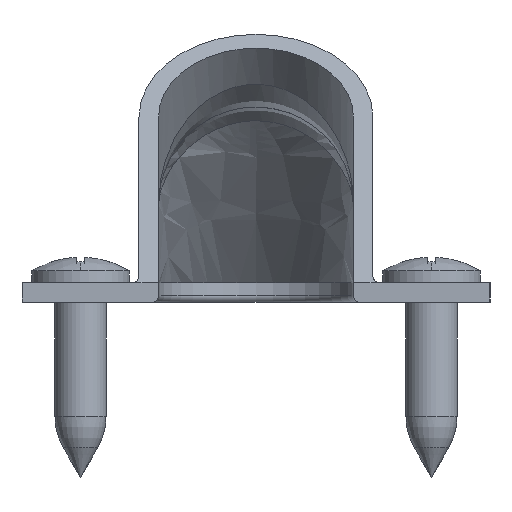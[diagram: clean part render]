
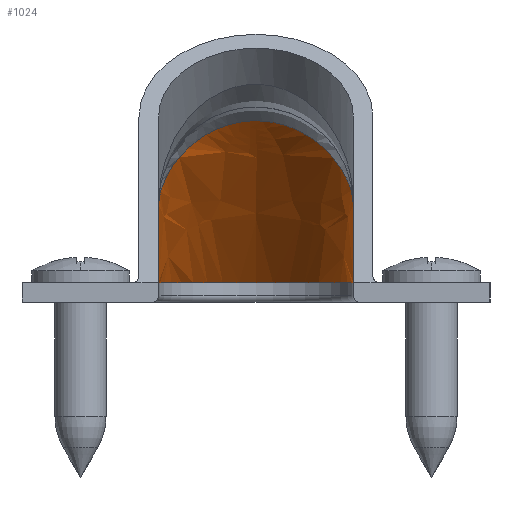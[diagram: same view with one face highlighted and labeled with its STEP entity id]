
A CAD part, front view. The second image highlights one B-rep face of the part: STEP entity #1024.
In plain terms, the highlighted free-form (B-spline) face has degree [3, 1] with [4, 2] control points.
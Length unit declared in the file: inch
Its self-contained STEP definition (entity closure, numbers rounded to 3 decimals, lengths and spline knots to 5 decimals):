
#2 = CARTESIAN_POINT ( 'NONE',  ( -0.3125, -0.25, 0.25 ) ) ;
#35 = CARTESIAN_POINT ( 'NONE',  ( 0.28988, -0.21605, 0.33467 ) ) ;
#50 = CARTESIAN_POINT ( 'NONE',  ( -0.01906, -0.20607, 0.51857 ) ) ;
#64 = CARTESIAN_POINT ( 'NONE',  ( -0.29749, -0.21941, 0.31805 ) ) ;
#269 = CARTESIAN_POINT ( 'NONE',  ( 0., 0., 0. ) ) ;
#275 = CARTESIAN_POINT ( 'NONE',  ( 0.3125, 0.625, 0. ) ) ;
#438 =( BOUNDED_SURFACE ( )  B_SPLINE_SURFACE ( 3, 1, ( 
 ( #4696, #1706 ),
 ( #1041, #4489 ),
 ( #5380, #275 ),
 ( #3658, #587 ) ),
 .UNSPECIFIED., .F., .F., .F. ) 
 B_SPLINE_SURFACE_WITH_KNOTS ( ( 4, 4 ),
 ( 2, 2 ),
 ( 0., 1. ),
 ( 0., 1. ),
 .UNSPECIFIED. ) 
 GEOMETRIC_REPRESENTATION_ITEM ( )  RATIONAL_B_SPLINE_SURFACE ( (
 ( 1., 1.),
 ( 0.333, 0.333),
 ( 0.333, 0.333),
 ( 1., 1.) ) ) 
 REPRESENTATION_ITEM ( '' )  SURFACE ( )  );
#461 = CARTESIAN_POINT ( 'NONE',  ( 0.26043, -0.2096, 0.38344 ) ) ;
#476 = CARTESIAN_POINT ( 'NONE',  ( -0.0753, -0.206, 0.50988 ) ) ;
#497 = CARTESIAN_POINT ( 'NONE',  ( -0.30846, -0.23172, 0.28344 ) ) ;
#540 = EDGE_CURVE ( 'NONE', #750, #2014, #3213, .T. ) ;
#587 = CARTESIAN_POINT ( 'NONE',  ( 0.3125, 0., 0. ) ) ;
#688 = B_SPLINE_CURVE_WITH_KNOTS ( 'NONE', 3,
 ( #3934, #5280, #4411, #1791, #4851, #2218, #5302, #2648, #35, #3085, #461, #3526, #905, #3971, #1360, #4433, #1809, #4869, #2239, #5320, #2661, #50, #3105, #476, #3542, #928, #3993, #1378, #4451, #1828, #4885, #2258, #5342, #2681, #64, #3124, #497, #3556, #950, #4012 ),
 .UNSPECIFIED., .F., .F.,
 ( 4, 2, 2, 2, 2, 2, 2, 2, 2, 2, 2, 2, 2, 2, 2, 2, 2, 2, 2, 4 ),
 ( -0.00002, 0.00034, 0.0007, 0.00143, 0.00288, 0.00433, 0.00579, 0.00724, 0.00869, 0.01014, 0.01159, 0.01305, 0.0145, 0.01595, 0.0174, 0.01886, 0.02031, 0.02176, 0.02249, 0.02321 ),
 .UNSPECIFIED. ) ;
#750 = VERTEX_POINT ( 'NONE', #2128 ) ;
#905 = CARTESIAN_POINT ( 'NONE',  ( 0.22326, -0.20701, 0.42652 ) ) ;
#928 = CARTESIAN_POINT ( 'NONE',  ( -0.12925, -0.20594, 0.49109 ) ) ;
#950 = CARTESIAN_POINT ( 'NONE',  ( -0.3125, -0.24509, 0.25816 ) ) ;
#1024 = ADVANCED_FACE ( 'NONE', ( #4386 ), #438, .F. ) ;
#1041 = CARTESIAN_POINT ( 'NONE',  ( -0.3125, 0.10332, 0.52168 ) ) ;
#1237 = CARTESIAN_POINT ( 'NONE',  ( 0.3125, 0., 0. ) ) ;
#1360 = CARTESIAN_POINT ( 'NONE',  ( 0.17918, -0.20611, 0.46285 ) ) ;
#1375 = DIRECTION ( 'NONE',  ( 0., 0.707, -0.707 ) ) ;
#1378 = CARTESIAN_POINT ( 'NONE',  ( -0.17904, -0.20611, 0.46296 ) ) ;
#1694 = VECTOR ( 'NONE', #4388, 39.37008 ) ;
#1706 = CARTESIAN_POINT ( 'NONE',  ( -0.3125, 0., 0. ) ) ;
#1791 = CARTESIAN_POINT ( 'NONE',  ( 0.31147, -0.24034, 0.26648 ) ) ;
#1809 = CARTESIAN_POINT ( 'NONE',  ( 0.12944, -0.20594, 0.491 ) ) ;
#1828 = CARTESIAN_POINT ( 'NONE',  ( -0.223, -0.207, 0.42677 ) ) ;
#1966 = EDGE_CURVE ( 'NONE', #3225, #2014, #5057, .T. ) ;
#2014 = VERTEX_POINT ( 'NONE', #1237 ) ;
#2056 = AXIS2_PLACEMENT_3D ( 'NONE', #269, #4687, #2915 ) ;
#2128 = CARTESIAN_POINT ( 'NONE',  ( 0.3125, -0.25, 0.25 ) ) ;
#2218 = CARTESIAN_POINT ( 'NONE',  ( 0.30849, -0.2318, 0.28326 ) ) ;
#2239 = CARTESIAN_POINT ( 'NONE',  ( 0.07567, -0.206, 0.5098 ) ) ;
#2258 = CARTESIAN_POINT ( 'NONE',  ( -0.26027, -0.20958, 0.38367 ) ) ;
#2648 = CARTESIAN_POINT ( 'NONE',  ( 0.29759, -0.2195, 0.31776 ) ) ;
#2661 = CARTESIAN_POINT ( 'NONE',  ( 0.01919, -0.20607, 0.51856 ) ) ;
#2681 = CARTESIAN_POINT ( 'NONE',  ( -0.2897, -0.21598, 0.33505 ) ) ;
#2830 = LINE ( 'NONE', #3486, #1694 ) ;
#2871 = CARTESIAN_POINT ( 'NONE',  ( 0.3125, -0.625, 0.625 ) ) ;
#2915 = DIRECTION ( 'NONE',  ( 1., 0., 0. ) ) ;
#2956 = ORIENTED_EDGE ( 'NONE', *, *, #1966, .T. ) ;
#3085 = CARTESIAN_POINT ( 'NONE',  ( 0.27129, -0.21106, 0.3676 ) ) ;
#3105 = CARTESIAN_POINT ( 'NONE',  ( -0.03796, -0.20605, 0.51682 ) ) ;
#3124 = CARTESIAN_POINT ( 'NONE',  ( -0.30614, -0.22819, 0.29203 ) ) ;
#3213 = LINE ( 'NONE', #2871, #4394 ) ;
#3225 = VERTEX_POINT ( 'NONE', #5639 ) ;
#3313 = EDGE_CURVE ( 'NONE', #5387, #3225, #2830, .T. ) ;
#3343 = ORIENTED_EDGE ( 'NONE', *, *, #3313, .T. ) ;
#3486 = CARTESIAN_POINT ( 'NONE',  ( -0.3125, -0.625, 0.625 ) ) ;
#3526 = CARTESIAN_POINT ( 'NONE',  ( 0.23647, -0.20757, 0.41283 ) ) ;
#3542 = CARTESIAN_POINT ( 'NONE',  ( -0.09381, -0.20596, 0.50465 ) ) ;
#3556 = CARTESIAN_POINT ( 'NONE',  ( -0.31165, -0.24015, 0.26648 ) ) ;
#3658 = CARTESIAN_POINT ( 'NONE',  ( 0.3125, -0.52168, 0.52168 ) ) ;
#3934 = CARTESIAN_POINT ( 'NONE',  ( 0.3125, -0.25, 0.25 ) ) ;
#3971 = CARTESIAN_POINT ( 'NONE',  ( 0.19449, -0.20628, 0.45164 ) ) ;
#3993 = CARTESIAN_POINT ( 'NONE',  ( -0.1464, -0.20594, 0.48269 ) ) ;
#4012 = CARTESIAN_POINT ( 'NONE',  ( -0.3125, -0.25, 0.25 ) ) ;
#4202 = ORIENTED_EDGE ( 'NONE', *, *, #540, .F. ) ;
#4386 = FACE_OUTER_BOUND ( 'NONE', #5094, .T. ) ;
#4388 = DIRECTION ( 'NONE',  ( 0., 0.707, -0.707 ) ) ;
#4394 = VECTOR ( 'NONE', #1375, 39.37008 ) ;
#4411 = CARTESIAN_POINT ( 'NONE',  ( 0.31229, -0.24506, 0.25822 ) ) ;
#4433 = CARTESIAN_POINT ( 'NONE',  ( 0.1467, -0.20594, 0.48252 ) ) ;
#4451 = CARTESIAN_POINT ( 'NONE',  ( -0.19434, -0.20628, 0.45175 ) ) ;
#4489 = CARTESIAN_POINT ( 'NONE',  ( -0.3125, 0.625, 0. ) ) ;
#4687 = DIRECTION ( 'NONE',  ( 0., 0., -1. ) ) ;
#4696 = CARTESIAN_POINT ( 'NONE',  ( -0.3125, -0.52168, 0.52168 ) ) ;
#4703 = ORIENTED_EDGE ( 'NONE', *, *, #5014, .T. ) ;
#4851 = CARTESIAN_POINT ( 'NONE',  ( 0.31087, -0.23809, 0.27064 ) ) ;
#4869 = CARTESIAN_POINT ( 'NONE',  ( 0.09402, -0.20596, 0.50459 ) ) ;
#4885 = CARTESIAN_POINT ( 'NONE',  ( -0.23633, -0.20757, 0.41297 ) ) ;
#5014 = EDGE_CURVE ( 'NONE', #750, #5387, #688, .T. ) ;
#5057 = CIRCLE ( 'NONE', #2056, 0.3125 ) ;
#5094 = EDGE_LOOP ( 'NONE', ( #4202, #4703, #3343, #2956 ) ) ;
#5280 = CARTESIAN_POINT ( 'NONE',  ( 0.3125, -0.24754, 0.25408 ) ) ;
#5302 = CARTESIAN_POINT ( 'NONE',  ( 0.30615, -0.22822, 0.29198 ) ) ;
#5320 = CARTESIAN_POINT ( 'NONE',  ( 0.03814, -0.20605, 0.5168 ) ) ;
#5342 = CARTESIAN_POINT ( 'NONE',  ( -0.27104, -0.21102, 0.36799 ) ) ;
#5380 = CARTESIAN_POINT ( 'NONE',  ( 0.3125, 0.10332, 0.52168 ) ) ;
#5387 = VERTEX_POINT ( 'NONE', #2 ) ;
#5639 = CARTESIAN_POINT ( 'NONE',  ( -0.3125, 0., 0. ) ) ;
